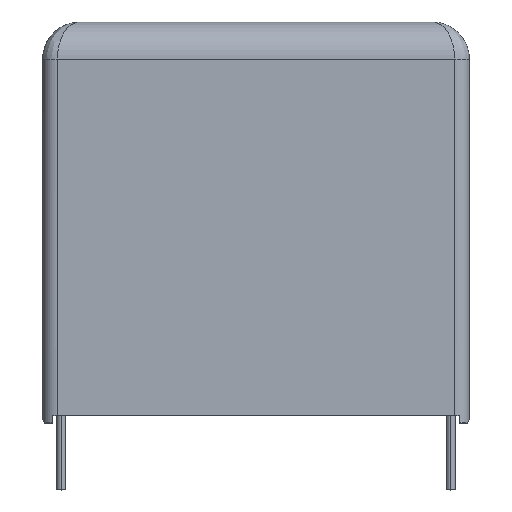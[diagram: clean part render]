
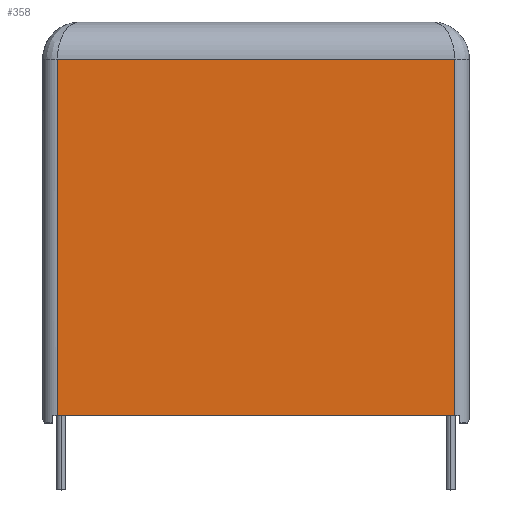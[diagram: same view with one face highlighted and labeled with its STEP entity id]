
A CAD part, top view. The second image highlights one B-rep face of the part: STEP entity #358.
In plain terms, the highlighted planar face has unit normal (0, 0, 1).
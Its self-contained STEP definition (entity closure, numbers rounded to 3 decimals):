
#8 = EDGE_CURVE ( 'NONE', #1014, #563, #779, .T. ) ;
#17 = CARTESIAN_POINT ( 'NONE',  ( 0., 0., 19. ) ) ;
#30 = DIRECTION ( 'NONE',  ( -1., 0., 0. ) ) ;
#67 = EDGE_CURVE ( 'NONE', #367, #1014, #1323, .T. ) ;
#115 = FACE_OUTER_BOUND ( 'NONE', #800, .T. ) ;
#183 = CARTESIAN_POINT ( 'NONE',  ( -26.75, 0., 19. ) ) ;
#217 = VECTOR ( 'NONE', #543, 1000. ) ;
#249 = VECTOR ( 'NONE', #452, 1000. ) ;
#305 = CARTESIAN_POINT ( 'NONE',  ( -26.75, 49., 19. ) ) ;
#358 = ADVANCED_FACE ( 'NONE', ( #115 ), #546, .F. ) ;
#367 = VERTEX_POINT ( 'NONE', #444 ) ;
#444 = CARTESIAN_POINT ( 'NONE',  ( -26.75, 1., 19. ) ) ;
#452 = DIRECTION ( 'NONE',  ( 1., 0., 0. ) ) ;
#513 = ORIENTED_EDGE ( 'NONE', *, *, #8, .T. ) ;
#515 = CARTESIAN_POINT ( 'NONE',  ( 26.75, 0., 19. ) ) ;
#543 = DIRECTION ( 'NONE',  ( -1., 0., 0. ) ) ;
#546 = PLANE ( 'NONE',  #1291 ) ;
#563 = VERTEX_POINT ( 'NONE', #748 ) ;
#580 = ORIENTED_EDGE ( 'NONE', *, *, #915, .T. ) ;
#628 = VECTOR ( 'NONE', #1305, 1000. ) ;
#748 = CARTESIAN_POINT ( 'NONE',  ( 26.75, 49., 19. ) ) ;
#751 = LINE ( 'NONE', #886, #217 ) ;
#779 = LINE ( 'NONE', #515, #1281 ) ;
#786 = VERTEX_POINT ( 'NONE', #305 ) ;
#800 = EDGE_LOOP ( 'NONE', ( #513, #580, #951, #1156 ) ) ;
#886 = CARTESIAN_POINT ( 'NONE',  ( -26.75, 49., 19. ) ) ;
#915 = EDGE_CURVE ( 'NONE', #563, #786, #751, .T. ) ;
#951 = ORIENTED_EDGE ( 'NONE', *, *, #1317, .T. ) ;
#1008 = DIRECTION ( 'NONE',  ( 0., 1., 0. ) ) ;
#1014 = VERTEX_POINT ( 'NONE', #1326 ) ;
#1156 = ORIENTED_EDGE ( 'NONE', *, *, #67, .T. ) ;
#1163 = LINE ( 'NONE', #183, #628 ) ;
#1216 = CARTESIAN_POINT ( 'NONE',  ( 0., 1., 19. ) ) ;
#1281 = VECTOR ( 'NONE', #1008, 1000. ) ;
#1291 = AXIS2_PLACEMENT_3D ( 'NONE', #17, #1324, #30 ) ;
#1305 = DIRECTION ( 'NONE',  ( 0., -1., 0. ) ) ;
#1317 = EDGE_CURVE ( 'NONE', #786, #367, #1163, .T. ) ;
#1323 = LINE ( 'NONE', #1216, #249 ) ;
#1324 = DIRECTION ( 'NONE',  ( 0., 0., -1. ) ) ;
#1326 = CARTESIAN_POINT ( 'NONE',  ( 26.75, 1., 19. ) ) ;
